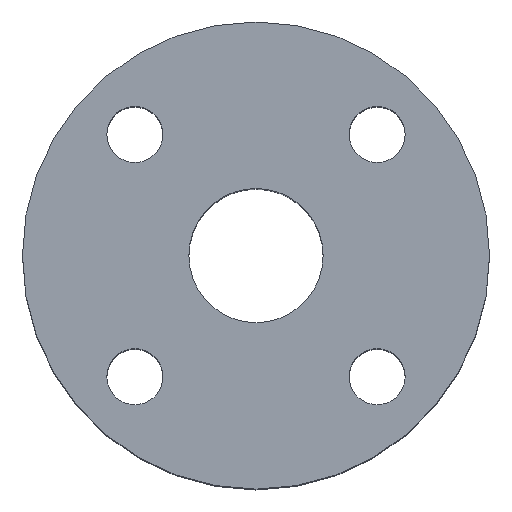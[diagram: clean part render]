
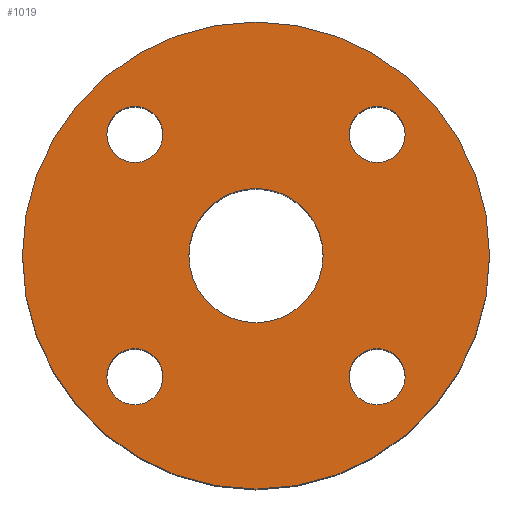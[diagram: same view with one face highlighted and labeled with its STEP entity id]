
A CAD part, top view. The second image highlights one B-rep face of the part: STEP entity #1019.
In plain terms, the highlighted planar face has unit normal (0, 0, 1).
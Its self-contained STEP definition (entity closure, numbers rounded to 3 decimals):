
#94 = VERTEX_POINT ( 'NONE', #1472 ) ;
#378 = CARTESIAN_POINT ( 'NONE',  ( 29.891, 38.891, 0. ) ) ;
#440 = ORIENTED_EDGE ( 'NONE', *, *, #24224, .F. ) ;
#509 = CARTESIAN_POINT ( 'NONE',  ( 75., 0., 0. ) ) ;
#522 = FACE_BOUND ( 'NONE', #13159, .T. ) ;
#650 = FACE_BOUND ( 'NONE', #20927, .T. ) ;
#833 = DIRECTION ( 'NONE',  ( 1., 0., 0. ) ) ;
#869 = CIRCLE ( 'NONE', #16615, 9. ) ;
#872 = EDGE_CURVE ( 'NONE', #25016, #94, #18225, .T. ) ;
#1019 = ADVANCED_FACE ( 'NONE', ( #522, #19961, #4472, #6850, #650, #6568 ), #9223, .F. ) ;
#1301 = CARTESIAN_POINT ( 'NONE',  ( -47.891, 38.891, 0. ) ) ;
#1303 = DIRECTION ( 'NONE',  ( 0., 0., 1. ) ) ;
#1472 = CARTESIAN_POINT ( 'NONE',  ( 29.891, -38.891, 0. ) ) ;
#1664 = DIRECTION ( 'NONE',  ( 0., -1., 0. ) ) ;
#1820 = ORIENTED_EDGE ( 'NONE', *, *, #21283, .T. ) ;
#1921 = AXIS2_PLACEMENT_3D ( 'NONE', #18105, #11451, #7107 ) ;
#2093 = CARTESIAN_POINT ( 'NONE',  ( 38.891, -38.891, 0. ) ) ;
#3440 = EDGE_CURVE ( 'NONE', #10121, #23430, #22666, .T. ) ;
#3968 = ORIENTED_EDGE ( 'NONE', *, *, #21851, .F. ) ;
#4319 = VERTEX_POINT ( 'NONE', #509 ) ;
#4348 = DIRECTION ( 'NONE',  ( 0., 0., 1. ) ) ;
#4352 = EDGE_CURVE ( 'NONE', #18922, #17826, #26199, .T. ) ;
#4353 = CARTESIAN_POINT ( 'NONE',  ( 21.55, 0., 0. ) ) ;
#4472 = FACE_BOUND ( 'NONE', #26302, .T. ) ;
#5257 = ORIENTED_EDGE ( 'NONE', *, *, #12602, .T. ) ;
#5258 = EDGE_LOOP ( 'NONE', ( #16954, #3968 ) ) ;
#5374 = CIRCLE ( 'NONE', #8957, 9. ) ;
#5718 = CIRCLE ( 'NONE', #15174, 75. ) ;
#5909 = CARTESIAN_POINT ( 'NONE',  ( 0., 0., 0. ) ) ;
#6156 = CIRCLE ( 'NONE', #17856, 9. ) ;
#6175 = CARTESIAN_POINT ( 'NONE',  ( -38.891, -38.891, 0. ) ) ;
#6246 = DIRECTION ( 'NONE',  ( 1., 0., 0. ) ) ;
#6385 = CARTESIAN_POINT ( 'NONE',  ( -75., 0., 0. ) ) ;
#6447 = AXIS2_PLACEMENT_3D ( 'NONE', #15388, #13264, #25957 ) ;
#6491 = ORIENTED_EDGE ( 'NONE', *, *, #19937, .F. ) ;
#6499 = DIRECTION ( 'NONE',  ( 0., 0., 1. ) ) ;
#6563 = EDGE_CURVE ( 'NONE', #23430, #10121, #13954, .T. ) ;
#6568 = FACE_OUTER_BOUND ( 'NONE', #19042, .T. ) ;
#6850 = FACE_BOUND ( 'NONE', #27779, .T. ) ;
#6984 = DIRECTION ( 'NONE',  ( 0., 1., 0. ) ) ;
#7073 = AXIS2_PLACEMENT_3D ( 'NONE', #22495, #13600, #7270 ) ;
#7084 = AXIS2_PLACEMENT_3D ( 'NONE', #22530, #20279, #833 ) ;
#7107 = DIRECTION ( 'NONE',  ( 1., 0., 0. ) ) ;
#7270 = DIRECTION ( 'NONE',  ( 1., 0., 0. ) ) ;
#7329 = ORIENTED_EDGE ( 'NONE', *, *, #872, .F. ) ;
#7390 = CARTESIAN_POINT ( 'NONE',  ( -29.891, -38.891, 0. ) ) ;
#7482 = DIRECTION ( 'NONE',  ( -1., 0., 0. ) ) ;
#8042 = AXIS2_PLACEMENT_3D ( 'NONE', #27643, #6499, #16925 ) ;
#8149 = DIRECTION ( 'NONE',  ( 1., 0., 0. ) ) ;
#8369 = ORIENTED_EDGE ( 'NONE', *, *, #21820, .F. ) ;
#8551 = DIRECTION ( 'NONE',  ( 0., -1., 0. ) ) ;
#8622 = CARTESIAN_POINT ( 'NONE',  ( 0., 0., 0. ) ) ;
#8647 = EDGE_CURVE ( 'NONE', #22742, #24153, #22839, .T. ) ;
#8957 = AXIS2_PLACEMENT_3D ( 'NONE', #6175, #14773, #25752 ) ;
#9223 = PLANE ( 'NONE',  #24071 ) ;
#9397 = CARTESIAN_POINT ( 'NONE',  ( 38.891, -38.891, 0. ) ) ;
#9645 = AXIS2_PLACEMENT_3D ( 'NONE', #9397, #24907, #1664 ) ;
#10121 = VERTEX_POINT ( 'NONE', #1301 ) ;
#10154 = CARTESIAN_POINT ( 'NONE',  ( -29.891, 38.891, 0. ) ) ;
#10345 = AXIS2_PLACEMENT_3D ( 'NONE', #26285, #17407, #6984 ) ;
#10972 = ORIENTED_EDGE ( 'NONE', *, *, #4352, .F. ) ;
#11451 = DIRECTION ( 'NONE',  ( 0., 0., 1. ) ) ;
#11619 = EDGE_CURVE ( 'NONE', #13020, #21091, #6156, .T. ) ;
#12462 = CIRCLE ( 'NONE', #7084, 9. ) ;
#12514 = CIRCLE ( 'NONE', #8042, 21.55 ) ;
#12602 = EDGE_CURVE ( 'NONE', #17841, #4319, #5718, .T. ) ;
#12653 = ORIENTED_EDGE ( 'NONE', *, *, #6563, .F. ) ;
#13002 = CIRCLE ( 'NONE', #19770, 75. ) ;
#13020 = VERTEX_POINT ( 'NONE', #7390 ) ;
#13159 = EDGE_LOOP ( 'NONE', ( #7329, #8369 ) ) ;
#13264 = DIRECTION ( 'NONE',  ( 0., 0., 1. ) ) ;
#13600 = DIRECTION ( 'NONE',  ( 0., 0., 1. ) ) ;
#13954 = CIRCLE ( 'NONE', #10345, 9. ) ;
#14773 = DIRECTION ( 'NONE',  ( 0., 0., 1. ) ) ;
#14848 = ORIENTED_EDGE ( 'NONE', *, *, #8647, .F. ) ;
#15174 = AXIS2_PLACEMENT_3D ( 'NONE', #5909, #4348, #8149 ) ;
#15388 = CARTESIAN_POINT ( 'NONE',  ( -38.891, 38.891, 0. ) ) ;
#16359 = CARTESIAN_POINT ( 'NONE',  ( -38.891, -38.891, 0. ) ) ;
#16615 = AXIS2_PLACEMENT_3D ( 'NONE', #2093, #27867, #8551 ) ;
#16925 = DIRECTION ( 'NONE',  ( 1., 0., 0. ) ) ;
#16954 = ORIENTED_EDGE ( 'NONE', *, *, #11619, .F. ) ;
#17407 = DIRECTION ( 'NONE',  ( 0., 0., 1. ) ) ;
#17826 = VERTEX_POINT ( 'NONE', #21332 ) ;
#17841 = VERTEX_POINT ( 'NONE', #6385 ) ;
#17856 = AXIS2_PLACEMENT_3D ( 'NONE', #16359, #1303, #7482 ) ;
#18105 = CARTESIAN_POINT ( 'NONE',  ( 38.891, 38.891, 0. ) ) ;
#18225 = CIRCLE ( 'NONE', #9645, 9. ) ;
#18922 = VERTEX_POINT ( 'NONE', #378 ) ;
#19042 = EDGE_LOOP ( 'NONE', ( #1820, #5257 ) ) ;
#19770 = AXIS2_PLACEMENT_3D ( 'NONE', #8622, #21327, #6246 ) ;
#19937 = EDGE_CURVE ( 'NONE', #24153, #22742, #12514, .T. ) ;
#19961 = FACE_BOUND ( 'NONE', #5258, .T. ) ;
#20279 = DIRECTION ( 'NONE',  ( 0., 0., 1. ) ) ;
#20927 = EDGE_LOOP ( 'NONE', ( #14848, #6491 ) ) ;
#21091 = VERTEX_POINT ( 'NONE', #21720 ) ;
#21283 = EDGE_CURVE ( 'NONE', #4319, #17841, #13002, .T. ) ;
#21327 = DIRECTION ( 'NONE',  ( 0., 0., 1. ) ) ;
#21332 = CARTESIAN_POINT ( 'NONE',  ( 47.891, 38.891, 0. ) ) ;
#21720 = CARTESIAN_POINT ( 'NONE',  ( -47.891, -38.891, 0. ) ) ;
#21820 = EDGE_CURVE ( 'NONE', #94, #25016, #869, .T. ) ;
#21851 = EDGE_CURVE ( 'NONE', #21091, #13020, #5374, .T. ) ;
#22495 = CARTESIAN_POINT ( 'NONE',  ( 0., 0., 0. ) ) ;
#22530 = CARTESIAN_POINT ( 'NONE',  ( 38.891, 38.891, 0. ) ) ;
#22666 = CIRCLE ( 'NONE', #6447, 9. ) ;
#22742 = VERTEX_POINT ( 'NONE', #4353 ) ;
#22839 = CIRCLE ( 'NONE', #7073, 21.55 ) ;
#23430 = VERTEX_POINT ( 'NONE', #10154 ) ;
#23529 = ORIENTED_EDGE ( 'NONE', *, *, #3440, .F. ) ;
#23903 = DIRECTION ( 'NONE',  ( 0., 0., -1. ) ) ;
#24071 = AXIS2_PLACEMENT_3D ( 'NONE', #24172, #23903, #26419 ) ;
#24153 = VERTEX_POINT ( 'NONE', #24491 ) ;
#24172 = CARTESIAN_POINT ( 'NONE',  ( 0., 21.55, 0. ) ) ;
#24224 = EDGE_CURVE ( 'NONE', #17826, #18922, #12462, .T. ) ;
#24491 = CARTESIAN_POINT ( 'NONE',  ( -21.55, 0., 0. ) ) ;
#24564 = CARTESIAN_POINT ( 'NONE',  ( 47.891, -38.891, 0. ) ) ;
#24907 = DIRECTION ( 'NONE',  ( 0., 0., 1. ) ) ;
#25016 = VERTEX_POINT ( 'NONE', #24564 ) ;
#25752 = DIRECTION ( 'NONE',  ( -1., 0., 0. ) ) ;
#25957 = DIRECTION ( 'NONE',  ( 0., 1., 0. ) ) ;
#26199 = CIRCLE ( 'NONE', #1921, 9. ) ;
#26285 = CARTESIAN_POINT ( 'NONE',  ( -38.891, 38.891, 0. ) ) ;
#26302 = EDGE_LOOP ( 'NONE', ( #12653, #23529 ) ) ;
#26419 = DIRECTION ( 'NONE',  ( -1., 0., 0. ) ) ;
#27643 = CARTESIAN_POINT ( 'NONE',  ( 0., 0., 0. ) ) ;
#27779 = EDGE_LOOP ( 'NONE', ( #440, #10972 ) ) ;
#27867 = DIRECTION ( 'NONE',  ( 0., 0., 1. ) ) ;
